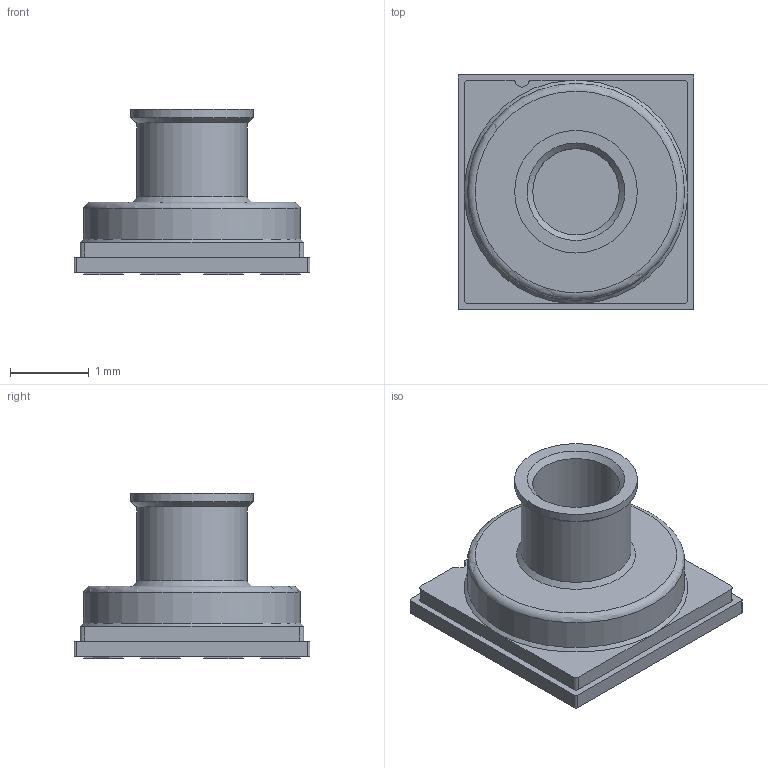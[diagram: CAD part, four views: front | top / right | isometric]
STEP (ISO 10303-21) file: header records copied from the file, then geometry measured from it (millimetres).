
FILE_DESCRIPTION(/* description */ ('Unknown'),/* implementation_level */ '2;1');
FILE_NAME(/* name */ 'ZPA4756-0311A-R',/* time_stamp */ '2025-10-03T11:26:32+02:00',/* author */ ('Unknown'),/* organization */ ('Unknown'),/* preprocessor_version */ 'ST-DEVELOPER v20',/* originating_system */ 'Solid Edge',/* authorisation */ 'Unknown');
FILE_SCHEMA (('AUTOMOTIVE_DESIGN {1 0 10303 214 3 1 1}'));
Length unit declared in the file: millimetre
Products named in the file (1): ZPA4756-0311A-R
Bounding box: 3 x 3 x 2.1 mm (x, y, z)
Volume: 7.1 mm3; surface area: 36.3 mm2
Topology: 1 solids, 1 shells, 82 faces, 201 edges, 133 vertices
Faces by surface type: plane 62, cylinder 15, cone 4, torus 1
Full cylindrical faces by diameter (mm): 1.1 x1, 1.4 x1, 1.56 x1, 2.76 x1
Entity records: 2935 total; most frequent: CARTESIAN_POINT 430, DIRECTION 385, ORIENTED_EDGE 376, EDGE_CURVE 188, LINE 147, VECTOR 147, VERTEX_POINT 129, AXIS2_PLACEMENT_3D 119
